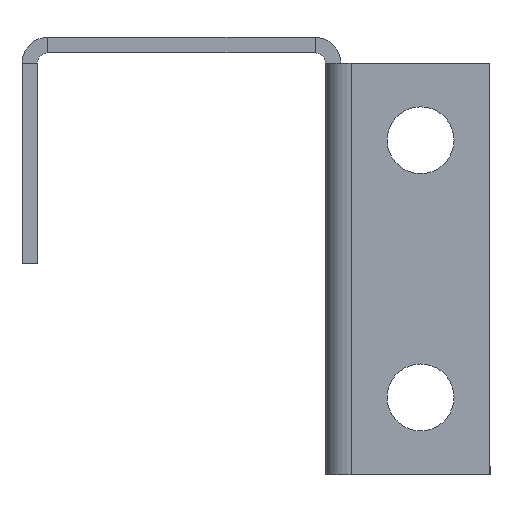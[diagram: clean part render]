
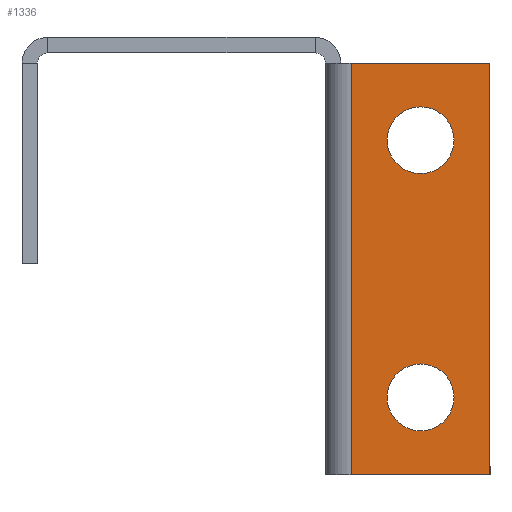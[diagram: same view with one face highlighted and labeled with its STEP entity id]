
A CAD part, left-side view. The second image highlights one B-rep face of the part: STEP entity #1336.
In plain terms, the highlighted planar face has unit normal (-1, 0, 0).
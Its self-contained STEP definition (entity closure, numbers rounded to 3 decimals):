
#41 = CIRCLE ( 'NONE', #2031, 3.25 ) ;
#67 = CARTESIAN_POINT ( 'NONE',  ( -326.5, 0., -42.5 ) ) ;
#151 = EDGE_LOOP ( 'NONE', ( #978, #223, #1401, #196 ) ) ;
#163 = DIRECTION ( 'NONE',  ( 0., 0., 1. ) ) ;
#196 = ORIENTED_EDGE ( 'NONE', *, *, #2503, .T. ) ;
#198 = CARTESIAN_POINT ( 'NONE',  ( -326.5, -42., -10. ) ) ;
#211 = VERTEX_POINT ( 'NONE', #1030 ) ;
#223 = ORIENTED_EDGE ( 'NONE', *, *, #1004, .T. ) ;
#252 = DIRECTION ( 'NONE',  ( 0., 1., 0. ) ) ;
#259 = CARTESIAN_POINT ( 'NONE',  ( -326.5, -38.75, -10. ) ) ;
#262 = DIRECTION ( 'NONE',  ( -1., 0., 0. ) ) ;
#264 = VERTEX_POINT ( 'NONE', #1114 ) ;
#327 = VERTEX_POINT ( 'NONE', #1815 ) ;
#358 = VERTEX_POINT ( 'NONE', #1611 ) ;
#378 = EDGE_LOOP ( 'NONE', ( #580, #912 ) ) ;
#489 = LINE ( 'NONE', #1413, #2055 ) ;
#508 = FACE_BOUND ( 'NONE', #378, .T. ) ;
#509 = AXIS2_PLACEMENT_3D ( 'NONE', #1285, #1095, #2695 ) ;
#575 = EDGE_CURVE ( 'NONE', #642, #211, #1522, .T. ) ;
#580 = ORIENTED_EDGE ( 'NONE', *, *, #2239, .F. ) ;
#642 = VERTEX_POINT ( 'NONE', #2437 ) ;
#728 = CARTESIAN_POINT ( 'NONE',  ( -326.5, -38.75, -35. ) ) ;
#780 = CIRCLE ( 'NONE', #2592, 3.25 ) ;
#787 = CARTESIAN_POINT ( 'NONE',  ( -326.5, -32., -2.5 ) ) ;
#807 = ORIENTED_EDGE ( 'NONE', *, *, #1469, .F. ) ;
#829 = VERTEX_POINT ( 'NONE', #1577 ) ;
#912 = ORIENTED_EDGE ( 'NONE', *, *, #2412, .F. ) ;
#969 = AXIS2_PLACEMENT_3D ( 'NONE', #259, #1453, #2050 ) ;
#972 = DIRECTION ( 'NONE',  ( -1., 0., 0. ) ) ;
#978 = ORIENTED_EDGE ( 'NONE', *, *, #575, .F. ) ;
#1004 = EDGE_CURVE ( 'NONE', #642, #264, #2554, .T. ) ;
#1030 = CARTESIAN_POINT ( 'NONE',  ( -326.5, -32., -2.5 ) ) ;
#1051 = DIRECTION ( 'NONE',  ( 0., 0., 1. ) ) ;
#1090 = VECTOR ( 'NONE', #2540, 1000. ) ;
#1095 = DIRECTION ( 'NONE',  ( 1., 0., 0. ) ) ;
#1114 = CARTESIAN_POINT ( 'NONE',  ( -326.5, -45.5, -42.5 ) ) ;
#1205 = VERTEX_POINT ( 'NONE', #198 ) ;
#1215 = VECTOR ( 'NONE', #163, 1000. ) ;
#1246 = DIRECTION ( 'NONE',  ( 0., -1., 0. ) ) ;
#1285 = CARTESIAN_POINT ( 'NONE',  ( -326.5, 0., 0. ) ) ;
#1308 = CIRCLE ( 'NONE', #1498, 3.25 ) ;
#1336 = ADVANCED_FACE ( 'NONE', ( #1420, #508, #1656 ), #2559, .F. ) ;
#1401 = ORIENTED_EDGE ( 'NONE', *, *, #2567, .T. ) ;
#1413 = CARTESIAN_POINT ( 'NONE',  ( -326.5, 0., -2.5 ) ) ;
#1420 = FACE_BOUND ( 'NONE', #2259, .T. ) ;
#1453 = DIRECTION ( 'NONE',  ( -1., 0., 0. ) ) ;
#1469 = EDGE_CURVE ( 'NONE', #327, #829, #41, .T. ) ;
#1498 = AXIS2_PLACEMENT_3D ( 'NONE', #2102, #972, #1246 ) ;
#1522 = LINE ( 'NONE', #787, #2615 ) ;
#1574 = DIRECTION ( 'NONE',  ( -1., 0., 0. ) ) ;
#1577 = CARTESIAN_POINT ( 'NONE',  ( -326.5, -42., -35. ) ) ;
#1611 = CARTESIAN_POINT ( 'NONE',  ( -326.5, -35.5, -10. ) ) ;
#1656 = FACE_OUTER_BOUND ( 'NONE', #151, .T. ) ;
#1688 = CIRCLE ( 'NONE', #969, 3.25 ) ;
#1761 = CARTESIAN_POINT ( 'NONE',  ( -326.5, -45.5, -2.5 ) ) ;
#1815 = CARTESIAN_POINT ( 'NONE',  ( -326.5, -35.5, -35. ) ) ;
#1912 = VERTEX_POINT ( 'NONE', #1761 ) ;
#1947 = LINE ( 'NONE', #2206, #1215 ) ;
#1973 = ORIENTED_EDGE ( 'NONE', *, *, #2945, .F. ) ;
#1982 = CARTESIAN_POINT ( 'NONE',  ( -326.5, -38.75, -35. ) ) ;
#2031 = AXIS2_PLACEMENT_3D ( 'NONE', #1982, #1574, #2673 ) ;
#2050 = DIRECTION ( 'NONE',  ( 0., -1., 0. ) ) ;
#2055 = VECTOR ( 'NONE', #252, 1000. ) ;
#2102 = CARTESIAN_POINT ( 'NONE',  ( -326.5, -38.75, -10. ) ) ;
#2120 = DIRECTION ( 'NONE',  ( 0., -1., 0. ) ) ;
#2206 = CARTESIAN_POINT ( 'NONE',  ( -326.5, -45.5, 0. ) ) ;
#2239 = EDGE_CURVE ( 'NONE', #1205, #358, #1308, .T. ) ;
#2259 = EDGE_LOOP ( 'NONE', ( #1973, #807 ) ) ;
#2412 = EDGE_CURVE ( 'NONE', #358, #1205, #1688, .T. ) ;
#2437 = CARTESIAN_POINT ( 'NONE',  ( -326.5, -32., -42.5 ) ) ;
#2503 = EDGE_CURVE ( 'NONE', #1912, #211, #489, .T. ) ;
#2540 = DIRECTION ( 'NONE',  ( 0., -1., 0. ) ) ;
#2554 = LINE ( 'NONE', #67, #1090 ) ;
#2559 = PLANE ( 'NONE',  #509 ) ;
#2567 = EDGE_CURVE ( 'NONE', #264, #1912, #1947, .T. ) ;
#2592 = AXIS2_PLACEMENT_3D ( 'NONE', #728, #262, #2120 ) ;
#2615 = VECTOR ( 'NONE', #1051, 1000. ) ;
#2673 = DIRECTION ( 'NONE',  ( 0., -1., 0. ) ) ;
#2695 = DIRECTION ( 'NONE',  ( 0., 1., 0. ) ) ;
#2945 = EDGE_CURVE ( 'NONE', #829, #327, #780, .T. ) ;
